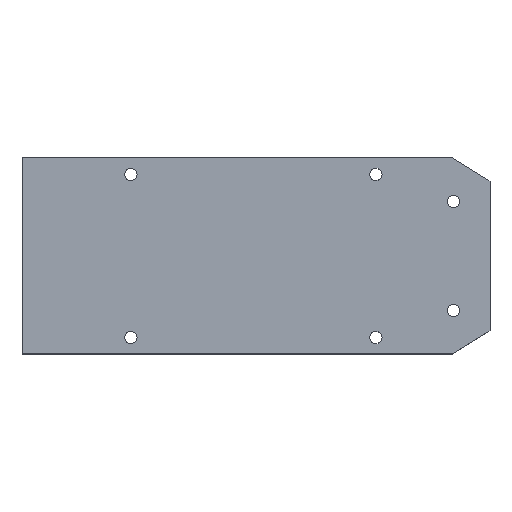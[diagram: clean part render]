
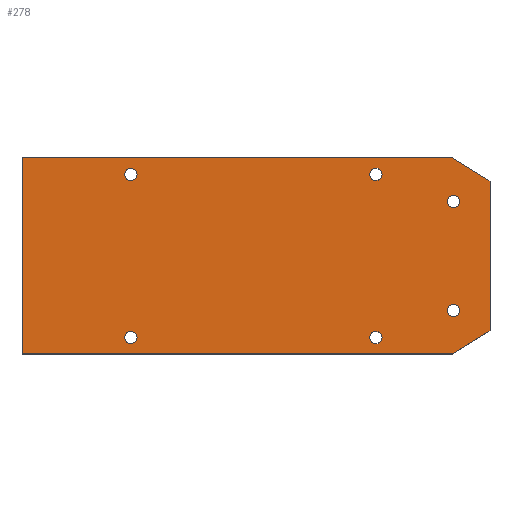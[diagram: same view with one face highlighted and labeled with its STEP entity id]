
A CAD part, top view. The second image highlights one B-rep face of the part: STEP entity #278.
In plain terms, the highlighted planar face has unit normal (0, 0, 1).
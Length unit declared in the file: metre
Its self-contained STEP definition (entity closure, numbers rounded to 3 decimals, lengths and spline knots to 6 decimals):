
#20=CIRCLE('',#308,0.00225);
#21=CIRCLE('',#309,0.00225);
#22=CIRCLE('',#310,0.00225);
#23=CIRCLE('',#311,0.00225);
#24=CIRCLE('',#312,0.00225);
#25=CIRCLE('',#313,0.00225);
#58=ORIENTED_EDGE('',*,*,#116,.T.);
#59=ORIENTED_EDGE('',*,*,#117,.T.);
#60=ORIENTED_EDGE('',*,*,#118,.T.);
#61=ORIENTED_EDGE('',*,*,#119,.T.);
#62=ORIENTED_EDGE('',*,*,#120,.T.);
#63=ORIENTED_EDGE('',*,*,#121,.T.);
#64=ORIENTED_EDGE('',*,*,#100,.T.);
#65=ORIENTED_EDGE('',*,*,#104,.T.);
#66=ORIENTED_EDGE('',*,*,#107,.T.);
#67=ORIENTED_EDGE('',*,*,#110,.F.);
#68=ORIENTED_EDGE('',*,*,#113,.T.);
#69=ORIENTED_EDGE('',*,*,#115,.T.);
#100=EDGE_CURVE('',#133,#132,#158,.T.);
#104=EDGE_CURVE('',#132,#135,#162,.T.);
#107=EDGE_CURVE('',#135,#137,#165,.T.);
#110=EDGE_CURVE('',#139,#137,#168,.T.);
#113=EDGE_CURVE('',#139,#141,#171,.T.);
#115=EDGE_CURVE('',#141,#133,#173,.T.);
#116=EDGE_CURVE('',#142,#142,#20,.F.);
#117=EDGE_CURVE('',#143,#143,#21,.F.);
#118=EDGE_CURVE('',#144,#144,#22,.F.);
#119=EDGE_CURVE('',#145,#145,#23,.F.);
#120=EDGE_CURVE('',#146,#146,#24,.F.);
#121=EDGE_CURVE('',#147,#147,#25,.F.);
#132=VERTEX_POINT('',#417);
#133=VERTEX_POINT('',#419);
#135=VERTEX_POINT('',#425);
#137=VERTEX_POINT('',#431);
#139=VERTEX_POINT('',#437);
#141=VERTEX_POINT('',#443);
#142=VERTEX_POINT('',#450);
#143=VERTEX_POINT('',#452);
#144=VERTEX_POINT('',#454);
#145=VERTEX_POINT('',#456);
#146=VERTEX_POINT('',#458);
#147=VERTEX_POINT('',#460);
#158=LINE('',#418,#176);
#162=LINE('',#426,#180);
#165=LINE('',#432,#183);
#168=LINE('',#438,#186);
#171=LINE('',#444,#189);
#173=LINE('',#447,#191);
#176=VECTOR('',#337,1.);
#180=VECTOR('',#343,1.);
#183=VECTOR('',#348,1.);
#186=VECTOR('',#353,1.);
#189=VECTOR('',#358,1.);
#191=VECTOR('',#362,1.);
#198=EDGE_LOOP('',(#58));
#199=EDGE_LOOP('',(#59));
#200=EDGE_LOOP('',(#60));
#201=EDGE_LOOP('',(#61));
#202=EDGE_LOOP('',(#62));
#203=EDGE_LOOP('',(#63));
#204=EDGE_LOOP('',(#64,#65,#66,#67,#68,#69));
#234=FACE_BOUND('',#198,.T.);
#235=FACE_BOUND('',#199,.T.);
#236=FACE_BOUND('',#200,.T.);
#237=FACE_BOUND('',#201,.T.);
#238=FACE_BOUND('',#202,.T.);
#239=FACE_BOUND('',#203,.T.);
#240=FACE_BOUND('',#204,.T.);
#270=PLANE('',#307);
#278=ADVANCED_FACE('',(#234,#235,#236,#237,#238,#239,#240),#270,.T.);
#307=AXIS2_PLACEMENT_3D('',#448,#363,#364);
#308=AXIS2_PLACEMENT_3D('',#449,#365,#366);
#309=AXIS2_PLACEMENT_3D('',#451,#367,#368);
#310=AXIS2_PLACEMENT_3D('',#453,#369,#370);
#311=AXIS2_PLACEMENT_3D('',#455,#371,#372);
#312=AXIS2_PLACEMENT_3D('',#457,#373,#374);
#313=AXIS2_PLACEMENT_3D('',#459,#375,#376);
#337=DIRECTION('',(1.,0.,0.));
#343=DIRECTION('',(0.85,0.526,0.));
#348=DIRECTION('',(0.,1.,0.));
#353=DIRECTION('',(0.85,-0.526,0.));
#358=DIRECTION('',(-1.,0.,0.));
#362=DIRECTION('',(0.,-1.,0.));
#363=DIRECTION('',(0.,0.,1.));
#364=DIRECTION('',(1.,0.,0.));
#365=DIRECTION('',(0.,0.,1.));
#366=DIRECTION('',(1.,0.,0.));
#367=DIRECTION('',(0.,0.,1.));
#368=DIRECTION('',(1.,0.,0.));
#369=DIRECTION('',(0.,0.,1.));
#370=DIRECTION('',(1.,0.,0.));
#371=DIRECTION('',(0.,0.,1.));
#372=DIRECTION('',(1.,0.,0.));
#373=DIRECTION('',(0.,0.,1.));
#374=DIRECTION('',(1.,0.,0.));
#375=DIRECTION('',(0.,0.,1.));
#376=DIRECTION('',(1.,0.,0.));
#417=CARTESIAN_POINT('',(-0.084325,-0.036,0.003263));
#418=CARTESIAN_POINT('',(-0.163413,-0.036,0.003263));
#419=CARTESIAN_POINT('',(-0.2425,-0.036,0.003263));
#425=CARTESIAN_POINT('',(-0.070593,-0.0275,0.003263));
#426=CARTESIAN_POINT('',(-0.085797,-0.036911,0.003263));
#431=CARTESIAN_POINT('',(-0.070593,0.0275,0.003263));
#432=CARTESIAN_POINT('',(-0.070593,0.,0.003263));
#437=CARTESIAN_POINT('',(-0.084325,0.036,0.003263));
#438=CARTESIAN_POINT('',(-0.085797,0.036911,0.003263));
#443=CARTESIAN_POINT('',(-0.2425,0.036,0.003263));
#444=CARTESIAN_POINT('',(-0.163413,0.036,0.003263));
#447=CARTESIAN_POINT('',(-0.2425,0.,0.003263));
#448=CARTESIAN_POINT('',(-0.06225,0.,0.003263));
#449=CARTESIAN_POINT('',(-0.2025,0.03,0.003263));
#450=CARTESIAN_POINT('',(-0.20025,0.03,0.003263));
#451=CARTESIAN_POINT('',(-0.084056,-0.02,0.003263));
#452=CARTESIAN_POINT('',(-0.081806,-0.02,0.003263));
#453=CARTESIAN_POINT('',(-0.084056,0.02,0.003263));
#454=CARTESIAN_POINT('',(-0.081806,0.02,0.003263));
#455=CARTESIAN_POINT('',(-0.1125,0.03,0.003263));
#456=CARTESIAN_POINT('',(-0.11025,0.03,0.003263));
#457=CARTESIAN_POINT('',(-0.2025,-0.03,0.003263));
#458=CARTESIAN_POINT('',(-0.20025,-0.03,0.003263));
#459=CARTESIAN_POINT('',(-0.1125,-0.03,0.003263));
#460=CARTESIAN_POINT('',(-0.11025,-0.03,0.003263));
